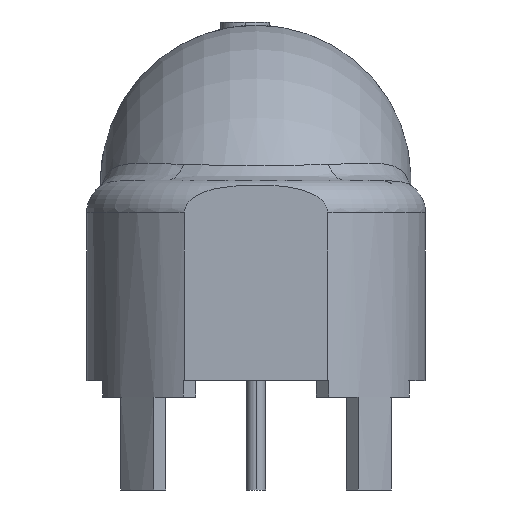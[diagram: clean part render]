
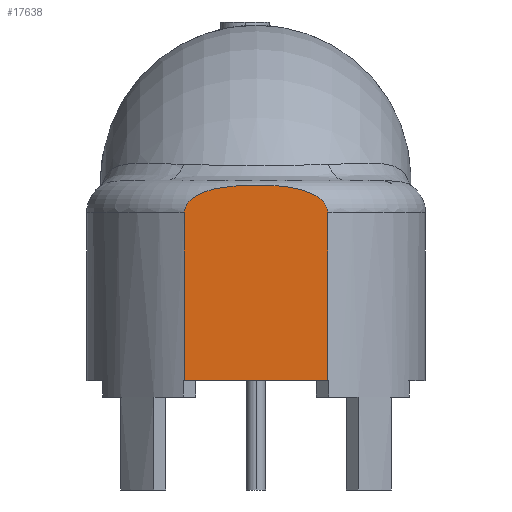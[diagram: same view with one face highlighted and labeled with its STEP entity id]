
A CAD part, left-side view. The second image highlights one B-rep face of the part: STEP entity #17638.
In plain terms, the highlighted planar face has unit normal (-1, 0, 0).
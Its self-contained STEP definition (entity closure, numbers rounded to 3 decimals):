
#982 = DIRECTION ( 'NONE',  ( 0., 0., -1. ) ) ;
#1084 = VERTEX_POINT ( 'NONE', #17751 ) ;
#1680 = CARTESIAN_POINT ( 'NONE',  ( -4.71, 1.946, 5.599 ) ) ;
#1780 = CARTESIAN_POINT ( 'NONE',  ( -4.71, 2.159, 5.361 ) ) ;
#1872 = CARTESIAN_POINT ( 'NONE',  ( -4.71, -1.057, 5.935 ) ) ;
#1960 = CARTESIAN_POINT ( 'NONE',  ( -4.71, -1.667, 5.758 ) ) ;
#2224 = LINE ( 'NONE', #6422, #6014 ) ;
#2431 = FACE_OUTER_BOUND ( 'NONE', #13138, .T. ) ;
#2457 = EDGE_CURVE ( 'NONE', #8016, #16769, #17525, .T. ) ;
#3022 = B_SPLINE_CURVE_WITH_KNOTS ( 'NONE', 3,
 ( #3313, #5910, #12945, #11216, #5820, #8779, #1960, #4502, #4585, #1872, #16818, #11589, #11309, #9948, #15457, #4406, #3136, #16735, #14016, #8597, #11400, #1680, #14108, #1780, #7247, #16911 ),
 .UNSPECIFIED., .F., .F.,
 ( 4, 2, 2, 2, 2, 2, 2, 2, 2, 2, 2, 2, 4 ),
 ( 0.008, 0.008, 0.008, 0.009, 0.009, 0.01, 0.01, 0.011, 0.012, 0.012, 0.012, 0.013, 0.013 ),
 .UNSPECIFIED. ) ;
#3136 = CARTESIAN_POINT ( 'NONE',  ( -4.71, 1.058, 5.935 ) ) ;
#3313 = CARTESIAN_POINT ( 'NONE',  ( -4.71, -2.203, 5.15 ) ) ;
#3573 = DIRECTION ( 'NONE',  ( 0., 1., 0. ) ) ;
#3683 = PLANE ( 'NONE',  #7944 ) ;
#3787 = CARTESIAN_POINT ( 'NONE',  ( -4.71, 2.203, 0. ) ) ;
#3945 = CARTESIAN_POINT ( 'NONE',  ( -4.71, -2.203, 6.15 ) ) ;
#4091 = ORIENTED_EDGE ( 'NONE', *, *, #12719, .F. ) ;
#4406 = CARTESIAN_POINT ( 'NONE',  ( -4.71, 0.846, 5.964 ) ) ;
#4502 = CARTESIAN_POINT ( 'NONE',  ( -4.71, -1.469, 5.832 ) ) ;
#4585 = CARTESIAN_POINT ( 'NONE',  ( -4.71, -1.367, 5.861 ) ) ;
#5039 = CARTESIAN_POINT ( 'NONE',  ( -4.71, 4.045, 0. ) ) ;
#5114 = DIRECTION ( 'NONE',  ( 0., 0., 1. ) ) ;
#5464 = LINE ( 'NONE', #3945, #9726 ) ;
#5820 = CARTESIAN_POINT ( 'NONE',  ( -4.71, -1.945, 5.6 ) ) ;
#5910 = CARTESIAN_POINT ( 'NONE',  ( -4.71, -2.203, 5.256 ) ) ;
#6014 = VECTOR ( 'NONE', #3573, 1000. ) ;
#6422 = CARTESIAN_POINT ( 'NONE',  ( -4.71, 4.045, 0. ) ) ;
#6881 = DIRECTION ( 'NONE',  ( 0., 0., -1. ) ) ;
#7247 = CARTESIAN_POINT ( 'NONE',  ( -4.71, 2.203, 5.256 ) ) ;
#7263 = CARTESIAN_POINT ( 'NONE',  ( -4.71, 2.203, 5.15 ) ) ;
#7475 = EDGE_CURVE ( 'NONE', #17487, #1084, #5464, .T. ) ;
#7765 = ORIENTED_EDGE ( 'NONE', *, *, #17780, .T. ) ;
#7944 = AXIS2_PLACEMENT_3D ( 'NONE', #5039, #17541, #982 ) ;
#8016 = VERTEX_POINT ( 'NONE', #3787 ) ;
#8081 = ORIENTED_EDGE ( 'NONE', *, *, #7475, .F. ) ;
#8597 = CARTESIAN_POINT ( 'NONE',  ( -4.71, 1.668, 5.757 ) ) ;
#8714 = CARTESIAN_POINT ( 'NONE',  ( -4.71, -2.203, 5.15 ) ) ;
#8779 = CARTESIAN_POINT ( 'NONE',  ( -4.71, -1.765, 5.712 ) ) ;
#9726 = VECTOR ( 'NONE', #6881, 1000. ) ;
#9948 = CARTESIAN_POINT ( 'NONE',  ( -4.71, 0.213, 6.01 ) ) ;
#11216 = CARTESIAN_POINT ( 'NONE',  ( -4.71, -2.03, 5.531 ) ) ;
#11309 = CARTESIAN_POINT ( 'NONE',  ( -4.71, -0.21, 6.01 ) ) ;
#11400 = CARTESIAN_POINT ( 'NONE',  ( -4.71, 1.765, 5.712 ) ) ;
#11589 = CARTESIAN_POINT ( 'NONE',  ( -4.71, -0.423, 6.002 ) ) ;
#12719 = EDGE_CURVE ( 'NONE', #1084, #8016, #2224, .T. ) ;
#12945 = CARTESIAN_POINT ( 'NONE',  ( -4.71, -2.159, 5.362 ) ) ;
#13138 = EDGE_LOOP ( 'NONE', ( #7765, #14519, #4091, #8081 ) ) ;
#14016 = CARTESIAN_POINT ( 'NONE',  ( -4.71, 1.469, 5.832 ) ) ;
#14108 = CARTESIAN_POINT ( 'NONE',  ( -4.71, 2.03, 5.531 ) ) ;
#14519 = ORIENTED_EDGE ( 'NONE', *, *, #2457, .F. ) ;
#15014 = CARTESIAN_POINT ( 'NONE',  ( -4.71, 2.203, 6.15 ) ) ;
#15457 = CARTESIAN_POINT ( 'NONE',  ( -4.71, 0.425, 6.002 ) ) ;
#16735 = CARTESIAN_POINT ( 'NONE',  ( -4.71, 1.367, 5.861 ) ) ;
#16769 = VERTEX_POINT ( 'NONE', #7263 ) ;
#16818 = CARTESIAN_POINT ( 'NONE',  ( -4.71, -0.846, 5.964 ) ) ;
#16911 = CARTESIAN_POINT ( 'NONE',  ( -4.71, 2.203, 5.15 ) ) ;
#16934 = VECTOR ( 'NONE', #5114, 1000. ) ;
#17487 = VERTEX_POINT ( 'NONE', #8714 ) ;
#17525 = LINE ( 'NONE', #15014, #16934 ) ;
#17541 = DIRECTION ( 'NONE',  ( 1., 0., 0. ) ) ;
#17638 = ADVANCED_FACE ( 'NONE', ( #2431 ), #3683, .F. ) ;
#17751 = CARTESIAN_POINT ( 'NONE',  ( -4.71, -2.203, 0. ) ) ;
#17780 = EDGE_CURVE ( 'NONE', #17487, #16769, #3022, .T. ) ;
